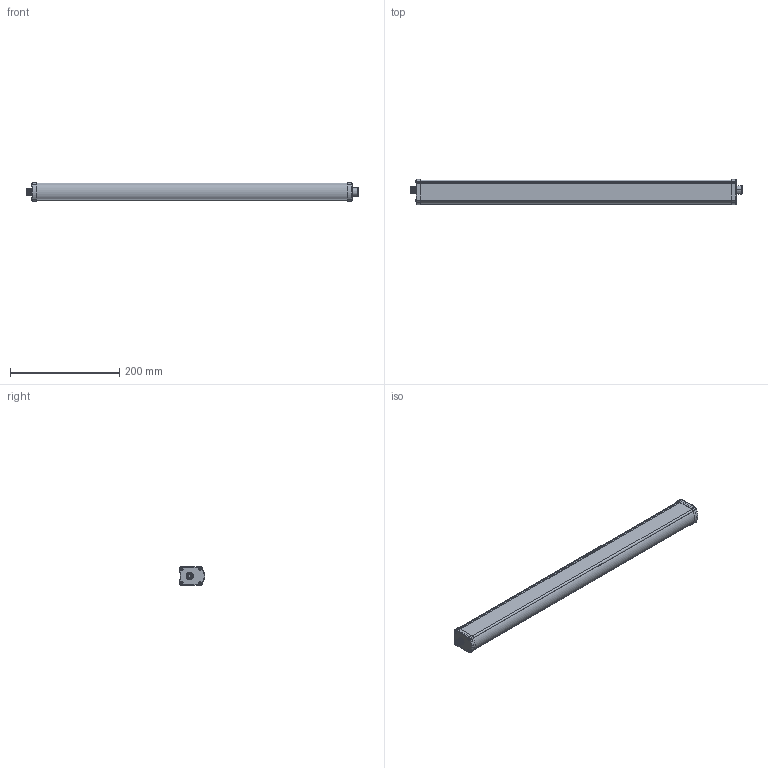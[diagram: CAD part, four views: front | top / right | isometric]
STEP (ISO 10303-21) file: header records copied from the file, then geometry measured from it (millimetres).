
FILE_DESCRIPTION((''),'2;1');
FILE_NAME('243906_SM01_ASM','2025-03-03T11:02:01',('banengservice'),('BANNER ENGINEERING'),'CREO PARAMETRIC BY PTC INC, 2022414','CREO PARAMETRIC BY PTC INC, 2022414','');
FILE_SCHEMA(('CONFIG_CONTROL_DESIGN'));
Products named in the file (2): 243906_EP01; 243906_SM01_ASM
Assembly tree (1 placements, depth 2):
  243906_SM01_ASM
    243906_EP01
Bounding box: 609.1 x 46.2 x 34.28 mm (x, y, z)
Volume: 776834.6 mm3; surface area: 94042.5 mm2
Topology: 1 solids, 1 shells, 800 faces, 2052 edges, 1312 vertices
Faces by surface type: plane 285, cylinder 249, cone 125, torus 94, bspline 43, sphere 4
Entity records: 60494 total; most frequent: CARTESIAN_POINT 41400, ORIENTED_EDGE 4104, DIRECTION 3871, EDGE_CURVE 2052, AXIS2_PLACEMENT_3D 1523, VERTEX_POINT 1312, EDGE_LOOP 860, VECTOR 825
